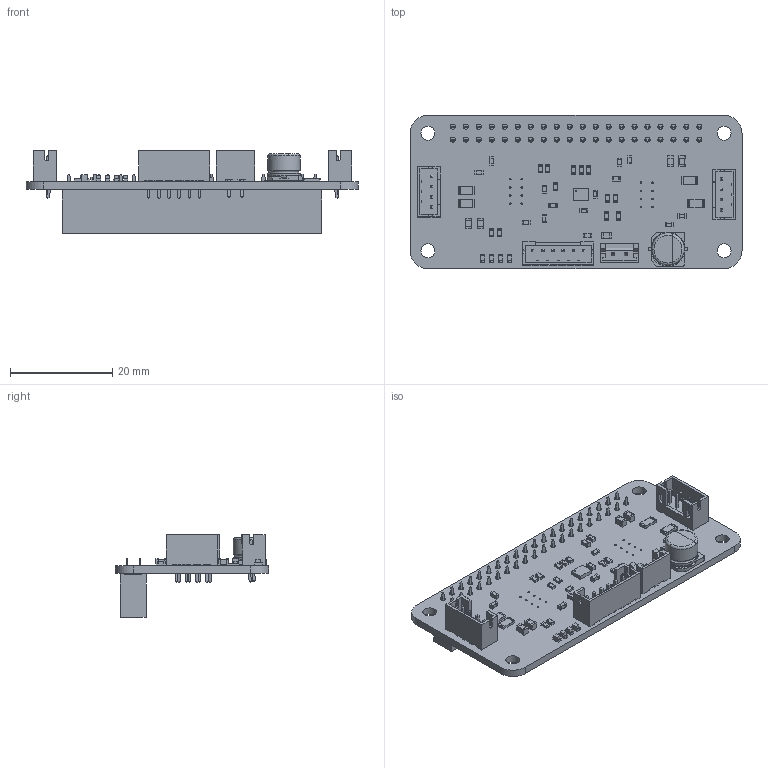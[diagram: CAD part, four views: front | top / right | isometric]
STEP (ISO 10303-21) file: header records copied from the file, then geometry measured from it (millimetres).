
FILE_DESCRIPTION(('KiCad electronic assembly'),'2;1');
FILE_NAME('Robot.step','2026-01-26T10:49:15',('Pcbnew'),('Kicad'), 'Open CASCADE STEP processor 7.9','KiCad to STEP converter','Unknown' );
FILE_SCHEMA(('AUTOMOTIVE_DESIGN { 1 0 10303 214 1 1 1 1 }'));
Length unit declared in the file: millimetre
Products named in the file (13): Robot 1; C_0805_2012Metric; JST_PH_B4B-PH-K_1x04_P2.00mm_Vertical; R_0603_1608Metric; C_0603_1608Metric; R_1206_3216Metric; LED_0603_1608Metric; JST_EH_B2B-EH-A_1x02_P2.50mm_Vertical; JST_PH_B6B-PH-K_1x06_P2.00mm_Vertical; CP_Elec_6.3x5.4; LGA-14_3x2.5mm_P0.5mm_LayoutBorder3x4y; PinSocket_2x20_P2.54mm_Vertical; Robot_PCB
Assembly tree (47 placements, depth 2):
  Robot 1
    C_0805_2012Metric  x5
    JST_PH_B4B-PH-K_1x04_P2.00mm_Vertical  x2
    R_0603_1608Metric  x15
    C_0603_1608Metric  x11
    R_1206_3216Metric  x4
    LED_0603_1608Metric  x4
    JST_EH_B2B-EH-A_1x02_P2.50mm_Vertical
    JST_PH_B6B-PH-K_1x06_P2.00mm_Vertical
    CP_Elec_6.3x5.4
    LGA-14_3x2.5mm_P0.5mm_LayoutBorder3x4y
    PinSocket_2x20_P2.54mm_Vertical
    Robot_PCB
Bounding box: 65 x 30 x 16.18 mm (x, y, z)
Volume: 5627.4 mm3; surface area: 8902.7 mm2
Topology: 47 solids, 47 shells, 2982 faces, 7806 edges, 5079 vertices
Faces by surface type: plane 2502, cylinder 473, torus 4, bspline 2, revolution 1
Full cylindrical faces by diameter (mm): 0.2 x1, 0.3 x16, 0.75 x14, 1 x42, 2.7 x4, 6.3 x2
Entity records: 73906 total; most frequent: CARTESIAN_POINT 10062, ORIENTED_EDGE 9694, DIRECTION 8924, EDGE_CURVE 4847, LINE 4545, VECTOR 4545, VERTEX_POINT 3145, AXIS2_PLACEMENT_3D 2189
